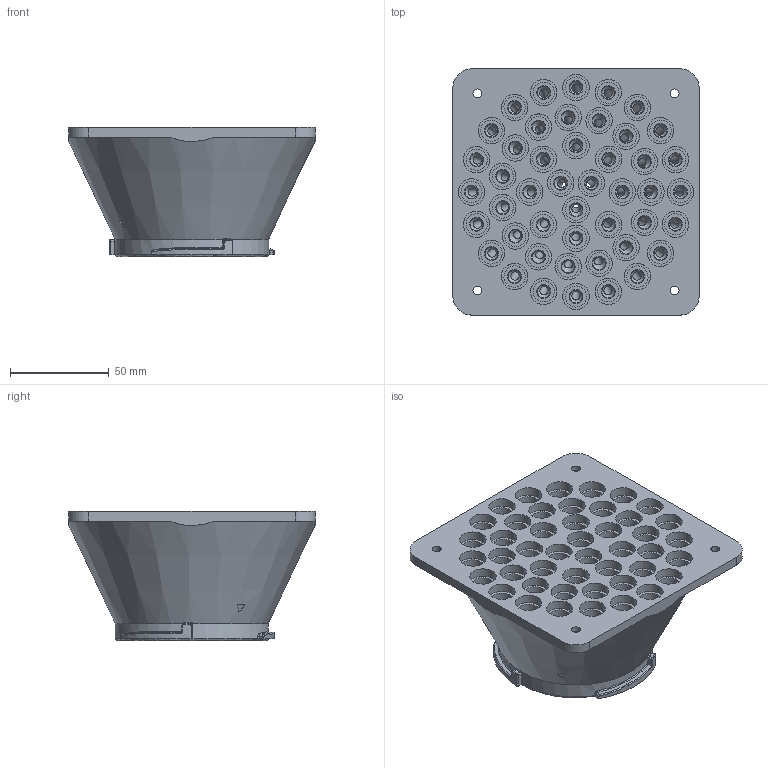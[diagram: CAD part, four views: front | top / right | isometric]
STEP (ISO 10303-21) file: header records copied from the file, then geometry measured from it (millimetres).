
FILE_DESCRIPTION(/* description */ ('STEP AP242','CAx-IF Rec.Pracs.---Representation and Presentation of Product Manufacturing Information (PMI)---4.0---2014-10-13','CAx-IF Rec.Pracs.---3D Tessellated Geometry---0.4---2014-09-14','2;1'),/* implementation_level */ '2;1');
FILE_NAME(/* name */ '67cb6150bb56214de91e83ea',/* time_stamp */ '2025-03-07T21:12:49Z',/* author */ (''),/* organization */ (''),/* preprocessor_version */ 'ST-DEVELOPER v20',/* originating_system */ 'ONSHAPE BY PTC INC, 1.194',/* authorisation */ ' ');
FILE_SCHEMA (('AP242_MANAGED_MODEL_BASED_3D_ENGINEERING_MIM_LF { 1 0 10303 442 1 1 4 }'));
Length unit declared in the file: metre
Products named in the file (1): Gen 3 Nozzle
Bounding box: 125 x 125 x 65.5 mm (x, y, z)
Volume: 449746.3 mm3; surface area: 101221.3 mm2
Topology: 1 solids, 1 shells, 603 faces, 1249 edges, 783 vertices
Faces by surface type: cylinder 279, plane 171, torus 59, cone 52, bspline 39, sphere 3
Full cylindrical faces by diameter (mm): 4 x1, 4.2 x46, 4.5 x4, 5.5 x43, 6.477 x46, 10.77 x46, 13.41 x46, 17 x1
Entity records: 14898 total; most frequent: CARTESIAN_POINT 3546, DIRECTION 2452, ORIENTED_EDGE 1688, AXIS2_PLACEMENT_3D 1177, EDGE_LOOP 1172, FACE_BOUND 1172, EDGE_CURVE 844, VERTEX_POINT 712
